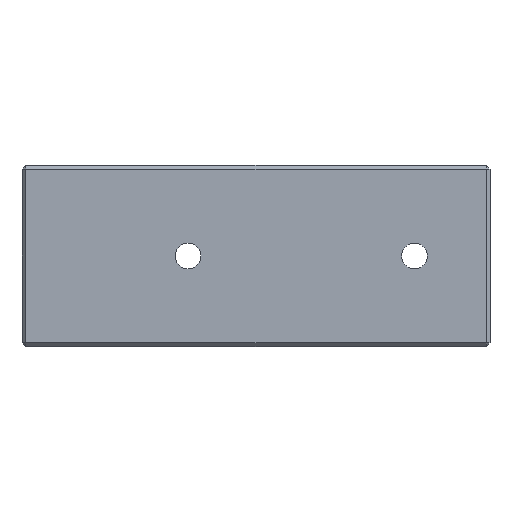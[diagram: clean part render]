
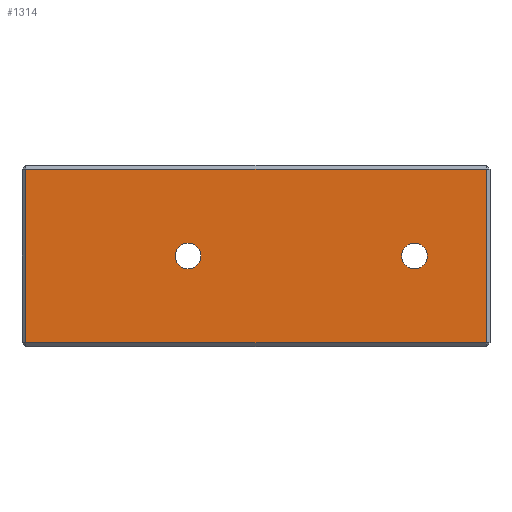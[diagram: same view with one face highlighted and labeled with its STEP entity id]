
A CAD part, front view. The second image highlights one B-rep face of the part: STEP entity #1314.
In plain terms, the highlighted planar face has unit normal (0, -1, 0).
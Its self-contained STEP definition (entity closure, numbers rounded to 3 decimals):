
#72 = PLANE('',#73);
#73 = AXIS2_PLACEMENT_3D('',#74,#75,#76);
#74 = CARTESIAN_POINT('',(0.25,0.25,0.));
#75 = DIRECTION('',(-0.707,-0.707,0.));
#76 = DIRECTION('',(-0.,-0.,-1.));
#570 = VERTEX_POINT('',#571);
#571 = CARTESIAN_POINT('',(0.5,0.,23.5));
#597 = EDGE_CURVE('',#598,#570,#600,.T.);
#598 = VERTEX_POINT('',#599);
#599 = CARTESIAN_POINT('',(0.5,0.,0.5));
#600 = SURFACE_CURVE('',#601,(#605,#612),.PCURVE_S1.);
#601 = LINE('',#602,#603);
#602 = CARTESIAN_POINT('',(0.5,0.,0.));
#603 = VECTOR('',#604,1.);
#604 = DIRECTION('',(0.,0.,1.));
#605 = PCURVE('',#72,#606);
#606 = DEFINITIONAL_REPRESENTATION('',(#607),#611);
#607 = LINE('',#608,#609);
#608 = CARTESIAN_POINT('',(-0.,0.354));
#609 = VECTOR('',#610,1.);
#610 = DIRECTION('',(-1.,0.));
#611 = ( GEOMETRIC_REPRESENTATION_CONTEXT(2) 
PARAMETRIC_REPRESENTATION_CONTEXT() REPRESENTATION_CONTEXT('2D SPACE',''
  ) );
#612 = PCURVE('',#613,#618);
#613 = PLANE('',#614);
#614 = AXIS2_PLACEMENT_3D('',#615,#616,#617);
#615 = CARTESIAN_POINT('',(62.,0.,0.));
#616 = DIRECTION('',(0.,-1.,0.));
#617 = DIRECTION('',(-1.,0.,0.));
#618 = DEFINITIONAL_REPRESENTATION('',(#619),#623);
#619 = LINE('',#620,#621);
#620 = CARTESIAN_POINT('',(61.5,0.));
#621 = VECTOR('',#622,1.);
#622 = DIRECTION('',(0.,-1.));
#623 = ( GEOMETRIC_REPRESENTATION_CONTEXT(2) 
PARAMETRIC_REPRESENTATION_CONTEXT() REPRESENTATION_CONTEXT('2D SPACE',''
  ) );
#664 = PLANE('',#665);
#665 = AXIS2_PLACEMENT_3D('',#666,#667,#668);
#666 = CARTESIAN_POINT('',(62.,0.25,0.25));
#667 = DIRECTION('',(0.,0.707,0.707));
#668 = DIRECTION('',(1.,0.,0.));
#1302 = PLANE('',#1303);
#1303 = AXIS2_PLACEMENT_3D('',#1304,#1305,#1306);
#1304 = CARTESIAN_POINT('',(62.,0.25,23.75));
#1305 = DIRECTION('',(0.,-0.707,0.707));
#1306 = DIRECTION('',(1.,0.,0.));
#1314 = ADVANCED_FACE('',(#1315,#1390,#1421),#613,.T.);
#1315 = FACE_BOUND('',#1316,.T.);
#1316 = EDGE_LOOP('',(#1317,#1318,#1341,#1369));
#1317 = ORIENTED_EDGE('',*,*,#597,.F.);
#1318 = ORIENTED_EDGE('',*,*,#1319,.F.);
#1319 = EDGE_CURVE('',#1320,#598,#1322,.T.);
#1320 = VERTEX_POINT('',#1321);
#1321 = CARTESIAN_POINT('',(61.5,0.,0.5));
#1322 = SURFACE_CURVE('',#1323,(#1327,#1334),.PCURVE_S1.);
#1323 = LINE('',#1324,#1325);
#1324 = CARTESIAN_POINT('',(62.,0.,0.5));
#1325 = VECTOR('',#1326,1.);
#1326 = DIRECTION('',(-1.,0.,0.));
#1327 = PCURVE('',#613,#1328);
#1328 = DEFINITIONAL_REPRESENTATION('',(#1329),#1333);
#1329 = LINE('',#1330,#1331);
#1330 = CARTESIAN_POINT('',(0.,-0.5));
#1331 = VECTOR('',#1332,1.);
#1332 = DIRECTION('',(1.,0.));
#1333 = ( GEOMETRIC_REPRESENTATION_CONTEXT(2) 
PARAMETRIC_REPRESENTATION_CONTEXT() REPRESENTATION_CONTEXT('2D SPACE',''
  ) );
#1334 = PCURVE('',#664,#1335);
#1335 = DEFINITIONAL_REPRESENTATION('',(#1336),#1340);
#1336 = LINE('',#1337,#1338);
#1337 = CARTESIAN_POINT('',(-0.,-0.354));
#1338 = VECTOR('',#1339,1.);
#1339 = DIRECTION('',(-1.,0.));
#1340 = ( GEOMETRIC_REPRESENTATION_CONTEXT(2) 
PARAMETRIC_REPRESENTATION_CONTEXT() REPRESENTATION_CONTEXT('2D SPACE',''
  ) );
#1341 = ORIENTED_EDGE('',*,*,#1342,.T.);
#1342 = EDGE_CURVE('',#1320,#1343,#1345,.T.);
#1343 = VERTEX_POINT('',#1344);
#1344 = CARTESIAN_POINT('',(61.5,0.,23.5));
#1345 = SURFACE_CURVE('',#1346,(#1350,#1357),.PCURVE_S1.);
#1346 = LINE('',#1347,#1348);
#1347 = CARTESIAN_POINT('',(61.5,0.,0.));
#1348 = VECTOR('',#1349,1.);
#1349 = DIRECTION('',(0.,0.,1.));
#1350 = PCURVE('',#613,#1351);
#1351 = DEFINITIONAL_REPRESENTATION('',(#1352),#1356);
#1352 = LINE('',#1353,#1354);
#1353 = CARTESIAN_POINT('',(0.5,0.));
#1354 = VECTOR('',#1355,1.);
#1355 = DIRECTION('',(0.,-1.));
#1356 = ( GEOMETRIC_REPRESENTATION_CONTEXT(2) 
PARAMETRIC_REPRESENTATION_CONTEXT() REPRESENTATION_CONTEXT('2D SPACE',''
  ) );
#1357 = PCURVE('',#1358,#1363);
#1358 = PLANE('',#1359);
#1359 = AXIS2_PLACEMENT_3D('',#1360,#1361,#1362);
#1360 = CARTESIAN_POINT('',(61.75,0.25,0.));
#1361 = DIRECTION('',(0.707,-0.707,0.));
#1362 = DIRECTION('',(0.,0.,1.));
#1363 = DEFINITIONAL_REPRESENTATION('',(#1364),#1368);
#1364 = LINE('',#1365,#1366);
#1365 = CARTESIAN_POINT('',(0.,0.354));
#1366 = VECTOR('',#1367,1.);
#1367 = DIRECTION('',(1.,0.));
#1368 = ( GEOMETRIC_REPRESENTATION_CONTEXT(2) 
PARAMETRIC_REPRESENTATION_CONTEXT() REPRESENTATION_CONTEXT('2D SPACE',''
  ) );
#1369 = ORIENTED_EDGE('',*,*,#1370,.T.);
#1370 = EDGE_CURVE('',#1343,#570,#1371,.T.);
#1371 = SURFACE_CURVE('',#1372,(#1376,#1383),.PCURVE_S1.);
#1372 = LINE('',#1373,#1374);
#1373 = CARTESIAN_POINT('',(62.,0.,23.5));
#1374 = VECTOR('',#1375,1.);
#1375 = DIRECTION('',(-1.,0.,0.));
#1376 = PCURVE('',#613,#1377);
#1377 = DEFINITIONAL_REPRESENTATION('',(#1378),#1382);
#1378 = LINE('',#1379,#1380);
#1379 = CARTESIAN_POINT('',(0.,-23.5));
#1380 = VECTOR('',#1381,1.);
#1381 = DIRECTION('',(1.,0.));
#1382 = ( GEOMETRIC_REPRESENTATION_CONTEXT(2) 
PARAMETRIC_REPRESENTATION_CONTEXT() REPRESENTATION_CONTEXT('2D SPACE',''
  ) );
#1383 = PCURVE('',#1302,#1384);
#1384 = DEFINITIONAL_REPRESENTATION('',(#1385),#1389);
#1385 = LINE('',#1386,#1387);
#1386 = CARTESIAN_POINT('',(-0.,-0.354));
#1387 = VECTOR('',#1388,1.);
#1388 = DIRECTION('',(-1.,0.));
#1389 = ( GEOMETRIC_REPRESENTATION_CONTEXT(2) 
PARAMETRIC_REPRESENTATION_CONTEXT() REPRESENTATION_CONTEXT('2D SPACE',''
  ) );
#1390 = FACE_BOUND('',#1391,.T.);
#1391 = EDGE_LOOP('',(#1392));
#1392 = ORIENTED_EDGE('',*,*,#1393,.F.);
#1393 = EDGE_CURVE('',#1394,#1394,#1396,.T.);
#1394 = VERTEX_POINT('',#1395);
#1395 = CARTESIAN_POINT('',(53.7,0.,12.));
#1396 = SURFACE_CURVE('',#1397,(#1402,#1409),.PCURVE_S1.);
#1397 = CIRCLE('',#1398,1.7);
#1398 = AXIS2_PLACEMENT_3D('',#1399,#1400,#1401);
#1399 = CARTESIAN_POINT('',(52.,0.,12.));
#1400 = DIRECTION('',(0.,-1.,0.));
#1401 = DIRECTION('',(1.,0.,0.));
#1402 = PCURVE('',#613,#1403);
#1403 = DEFINITIONAL_REPRESENTATION('',(#1404),#1408);
#1404 = CIRCLE('',#1405,1.7);
#1405 = AXIS2_PLACEMENT_2D('',#1406,#1407);
#1406 = CARTESIAN_POINT('',(10.,-12.));
#1407 = DIRECTION('',(-1.,-0.));
#1408 = ( GEOMETRIC_REPRESENTATION_CONTEXT(2) 
PARAMETRIC_REPRESENTATION_CONTEXT() REPRESENTATION_CONTEXT('2D SPACE',''
  ) );
#1409 = PCURVE('',#1410,#1415);
#1410 = CYLINDRICAL_SURFACE('',#1411,1.7);
#1411 = AXIS2_PLACEMENT_3D('',#1412,#1413,#1414);
#1412 = CARTESIAN_POINT('',(52.,1.35,12.));
#1413 = DIRECTION('',(0.,-1.,0.));
#1414 = DIRECTION('',(1.,0.,0.));
#1415 = DEFINITIONAL_REPRESENTATION('',(#1416),#1420);
#1416 = LINE('',#1417,#1418);
#1417 = CARTESIAN_POINT('',(-6.283,1.35));
#1418 = VECTOR('',#1419,1.);
#1419 = DIRECTION('',(1.,-0.));
#1420 = ( GEOMETRIC_REPRESENTATION_CONTEXT(2) 
PARAMETRIC_REPRESENTATION_CONTEXT() REPRESENTATION_CONTEXT('2D SPACE',''
  ) );
#1421 = FACE_BOUND('',#1422,.T.);
#1422 = EDGE_LOOP('',(#1423));
#1423 = ORIENTED_EDGE('',*,*,#1424,.F.);
#1424 = EDGE_CURVE('',#1425,#1425,#1427,.T.);
#1425 = VERTEX_POINT('',#1426);
#1426 = CARTESIAN_POINT('',(23.7,0.,12.));
#1427 = SURFACE_CURVE('',#1428,(#1433,#1440),.PCURVE_S1.);
#1428 = CIRCLE('',#1429,1.7);
#1429 = AXIS2_PLACEMENT_3D('',#1430,#1431,#1432);
#1430 = CARTESIAN_POINT('',(22.,0.,12.));
#1431 = DIRECTION('',(0.,-1.,0.));
#1432 = DIRECTION('',(1.,0.,0.));
#1433 = PCURVE('',#613,#1434);
#1434 = DEFINITIONAL_REPRESENTATION('',(#1435),#1439);
#1435 = CIRCLE('',#1436,1.7);
#1436 = AXIS2_PLACEMENT_2D('',#1437,#1438);
#1437 = CARTESIAN_POINT('',(40.,-12.));
#1438 = DIRECTION('',(-1.,-0.));
#1439 = ( GEOMETRIC_REPRESENTATION_CONTEXT(2) 
PARAMETRIC_REPRESENTATION_CONTEXT() REPRESENTATION_CONTEXT('2D SPACE',''
  ) );
#1440 = PCURVE('',#1441,#1446);
#1441 = CYLINDRICAL_SURFACE('',#1442,1.7);
#1442 = AXIS2_PLACEMENT_3D('',#1443,#1444,#1445);
#1443 = CARTESIAN_POINT('',(22.,1.35,12.));
#1444 = DIRECTION('',(0.,-1.,0.));
#1445 = DIRECTION('',(1.,0.,0.));
#1446 = DEFINITIONAL_REPRESENTATION('',(#1447),#1451);
#1447 = LINE('',#1448,#1449);
#1448 = CARTESIAN_POINT('',(-6.283,1.35));
#1449 = VECTOR('',#1450,1.);
#1450 = DIRECTION('',(1.,-0.));
#1451 = ( GEOMETRIC_REPRESENTATION_CONTEXT(2) 
PARAMETRIC_REPRESENTATION_CONTEXT() REPRESENTATION_CONTEXT('2D SPACE',''
  ) );
